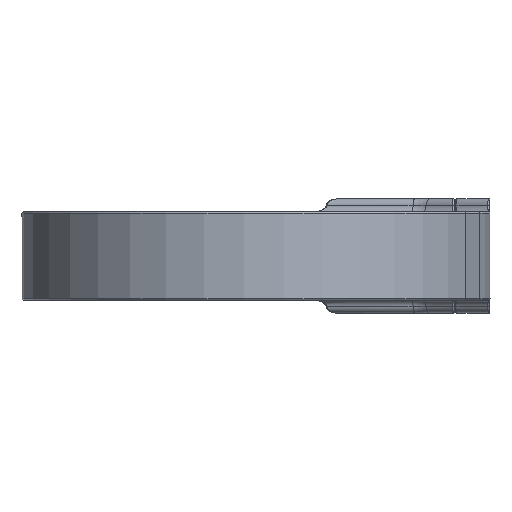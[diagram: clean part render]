
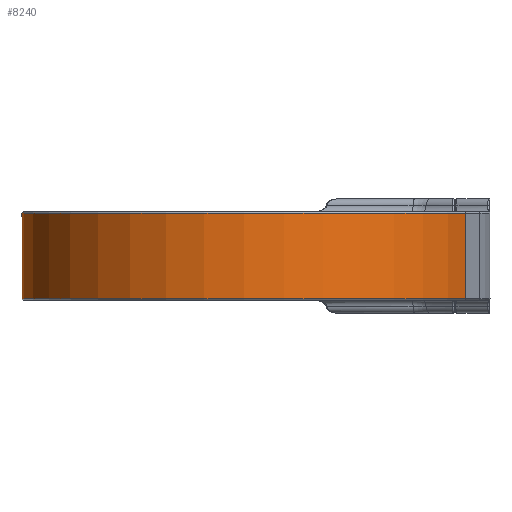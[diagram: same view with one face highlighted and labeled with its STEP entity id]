
A CAD part, left-side view. The second image highlights one B-rep face of the part: STEP entity #8240.
In plain terms, the highlighted cylindrical face has radius 33.25 mm (diameter 66.5 mm), a partial arc.
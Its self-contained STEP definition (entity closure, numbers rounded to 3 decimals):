
#2405=DIRECTION('',(0.,0.,1.));
#2406=VECTOR('',#2405,12.3);
#2407=CARTESIAN_POINT('',(-12.506,-30.809,-6.15));
#2408=LINE('',#2407,#2406);
#2409=CARTESIAN_POINT('',(0.,0.,6.15));
#2410=DIRECTION('',(0.,0.,1.));
#2411=DIRECTION('',(0.952,0.306,0.));
#2412=AXIS2_PLACEMENT_3D('',#2409,#2410,#2411);
#2414=CARTESIAN_POINT('',(0.,0.,-6.15));
#2415=DIRECTION('',(0.,0.,-1.));
#2416=DIRECTION('',(-0.376,-0.927,0.));
#2417=AXIS2_PLACEMENT_3D('',#2414,#2415,#2416);
#2419=DIRECTION('',(0.,0.,1.));
#2420=VECTOR('',#2419,12.3);
#2421=CARTESIAN_POINT('',(31.65,10.19,-6.15));
#2422=LINE('',#2421,#2420);
#3471=CARTESIAN_POINT('',(31.65,10.19,6.15));
#3472=VERTEX_POINT('',#3471);
#3475=CARTESIAN_POINT('',(-12.506,-30.809,6.15));
#3476=VERTEX_POINT('',#3475);
#3527=CARTESIAN_POINT('',(-12.506,-30.809,-6.15));
#3528=VERTEX_POINT('',#3527);
#3531=CARTESIAN_POINT('',(31.65,10.19,-6.15));
#3532=VERTEX_POINT('',#3531);
#8228=CARTESIAN_POINT('',(0.,0.,-6.35));
#8229=DIRECTION('',(0.,0.,1.));
#8230=DIRECTION('',(1.,0.,0.));
#8231=AXIS2_PLACEMENT_3D('',#8228,#8229,#8230);
#8232=CYLINDRICAL_SURFACE('',#8231,33.25);
#8233=ORIENTED_EDGE('',*,*,#5626,.T.);
#8234=ORIENTED_EDGE('',*,*,#8223,.F.);
#8235=ORIENTED_EDGE('',*,*,#4057,.T.);
#8237=ORIENTED_EDGE('',*,*,#8236,.T.);
#8238=EDGE_LOOP('',(#8233,#8234,#8235,#8237));
#8239=FACE_OUTER_BOUND('',#8238,.F.);
#8240=ADVANCED_FACE('',(#8239),#8232,.T.);
#2413=CIRCLE('',#2412,33.25);
#2418=CIRCLE('',#2417,33.25);
#4057=EDGE_CURVE('',#3528,#3532,#2418,.T.);
#5626=EDGE_CURVE('',#3472,#3476,#2413,.T.);
#8223=EDGE_CURVE('',#3528,#3476,#2408,.T.);
#8236=EDGE_CURVE('',#3532,#3472,#2422,.T.);
